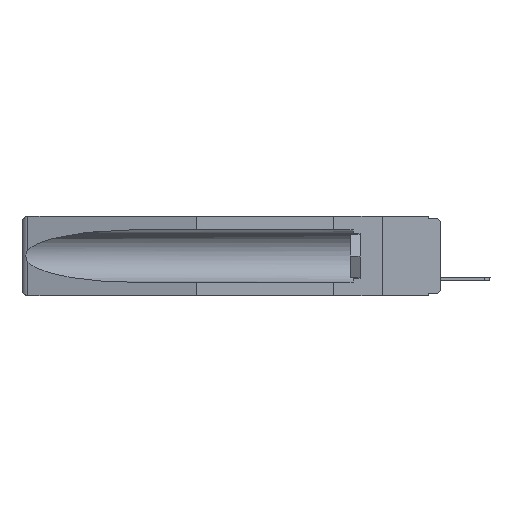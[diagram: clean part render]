
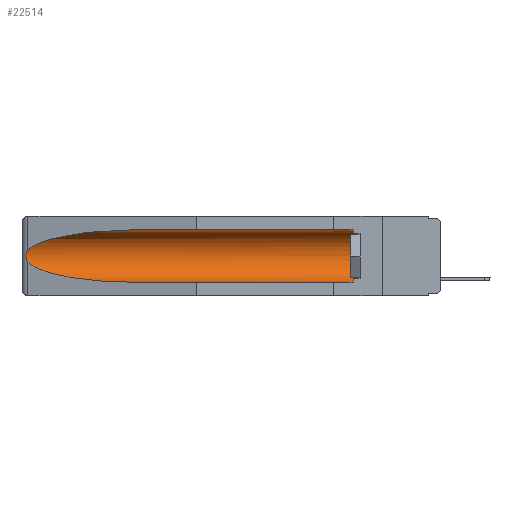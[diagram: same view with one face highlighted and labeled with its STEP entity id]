
A CAD part, left-side view. The second image highlights one B-rep face of the part: STEP entity #22514.
In plain terms, the highlighted cylindrical face has radius 2.857 mm (diameter 5.715 mm), a partial arc.
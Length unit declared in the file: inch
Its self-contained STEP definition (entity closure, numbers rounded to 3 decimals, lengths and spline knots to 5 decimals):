
#52 = CARTESIAN_POINT ( 'NONE',  ( 0.26537, 1.52718, -0.14972 ) ) ;
#93 = VECTOR ( 'NONE', #16883, 39.37008 ) ;
#1523 = AXIS2_PLACEMENT_3D ( 'NONE', #11442, #24843, #7733 ) ;
#1943 =( BOUNDED_CURVE ( )  B_SPLINE_CURVE ( 3, ( #5308, #5783, #1950, #14757 ),
 .UNSPECIFIED., .F., .F. ) 
 B_SPLINE_CURVE_WITH_KNOTS ( ( 4, 4 ),
 ( 0.1948, 1.5708 ),
 .UNSPECIFIED. ) 
 CURVE ( )  GEOMETRIC_REPRESENTATION_ITEM ( )  RATIONAL_B_SPLINE_CURVE ( ( 1., 0.848, 0.848, 1. ) ) 
 REPRESENTATION_ITEM ( '' )  );
#1950 = CARTESIAN_POINT ( 'NONE',  ( 0.21114, 1.30732, -0.284 ) ) ;
#3009 = EDGE_CURVE ( 'NONE', #15149, #19808, #11474, .T. ) ;
#3071 = CARTESIAN_POINT ( 'NONE',  ( 0.2673, 1.53269, -0.17917 ) ) ;
#3210 = VERTEX_POINT ( 'NONE', #17967 ) ;
#3442 = CARTESIAN_POINT ( 'NONE',  ( 0.155, 0.126, -0.284 ) ) ;
#4979 = CARTESIAN_POINT ( 'NONE',  ( 0.26537, 1.52718, -0.14972 ) ) ;
#5308 = CARTESIAN_POINT ( 'NONE',  ( 0.26537, 1.52718, -0.19328 ) ) ;
#5374 =( BOUNDED_CURVE ( )  B_SPLINE_CURVE ( 3, ( #17951, #17567, #11700, #52 ),
 .UNSPECIFIED., .F., .F. ) 
 B_SPLINE_CURVE_WITH_KNOTS ( ( 4, 4 ),
 ( 4.71239, 6.08839 ),
 .UNSPECIFIED. ) 
 CURVE ( )  GEOMETRIC_REPRESENTATION_ITEM ( )  RATIONAL_B_SPLINE_CURVE ( ( 1., 0.848, 0.848, 1. ) ) 
 REPRESENTATION_ITEM ( '' )  );
#5783 = CARTESIAN_POINT ( 'NONE',  ( 0.25451, 1.48313, -0.24835 ) ) ;
#5897 = EDGE_CURVE ( 'NONE', #19808, #8047, #1943, .T. ) ;
#6443 = ORIENTED_EDGE ( 'NONE', *, *, #14043, .F. ) ;
#6893 = CARTESIAN_POINT ( 'NONE',  ( 0.26597, 1.52961, -0.15275 ) ) ;
#7097 = CARTESIAN_POINT ( 'NONE',  ( 0.155, 0.126, -0.059 ) ) ;
#7158 = VERTEX_POINT ( 'NONE', #7097 ) ;
#7513 = ORIENTED_EDGE ( 'NONE', *, *, #17112, .T. ) ;
#7610 = FACE_OUTER_BOUND ( 'NONE', #25070, .T. ) ;
#7733 = DIRECTION ( 'NONE',  ( 0., 0., 1. ) ) ;
#8047 = VERTEX_POINT ( 'NONE', #24260 ) ;
#8687 = CARTESIAN_POINT ( 'NONE',  ( 0.26654, 1.53092, -0.15636 ) ) ;
#9403 = EDGE_CURVE ( 'NONE', #17717, #7158, #11987, .T. ) ;
#11442 = CARTESIAN_POINT ( 'NONE',  ( 0.155, -0.30754, -0.1715 ) ) ;
#11474 = B_SPLINE_CURVE_WITH_KNOTS ( 'NONE', 3,
 ( #4979, #6893, #8687, #12888, #14812, #18643, #3071, #18517, #16481, #24244 ),
 .UNSPECIFIED., .F., .F.,
 ( 4, 2, 2, 2, 4 ),
 ( 0., 0.00029, 0.00058, 0.00087, 0.00117 ),
 .UNSPECIFIED. ) ;
#11700 = CARTESIAN_POINT ( 'NONE',  ( 0.25451, 1.48313, -0.09465 ) ) ;
#11987 = CIRCLE ( 'NONE', #14458, 0.1125 ) ;
#12539 = DIRECTION ( 'NONE',  ( 0., -1., 0. ) ) ;
#12888 = CARTESIAN_POINT ( 'NONE',  ( 0.2673, 1.5327, -0.16383 ) ) ;
#13329 = CARTESIAN_POINT ( 'NONE',  ( 0.26537, 1.52718, -0.19328 ) ) ;
#13343 = ORIENTED_EDGE ( 'NONE', *, *, #5897, .T. ) ;
#14043 = EDGE_CURVE ( 'NONE', #17717, #8047, #21115, .T. ) ;
#14458 = AXIS2_PLACEMENT_3D ( 'NONE', #22228, #12539, #24514 ) ;
#14757 = CARTESIAN_POINT ( 'NONE',  ( 0.155, 1.07973, -0.284 ) ) ;
#14812 = CARTESIAN_POINT ( 'NONE',  ( 0.2675, 1.53308, -0.16763 ) ) ;
#15149 = VERTEX_POINT ( 'NONE', #23714 ) ;
#15514 = VECTOR ( 'NONE', #21501, 39.37008 ) ;
#16481 = CARTESIAN_POINT ( 'NONE',  ( 0.26597, 1.5296, -0.19026 ) ) ;
#16883 = DIRECTION ( 'NONE',  ( 0., 1., 0. ) ) ;
#17075 = CYLINDRICAL_SURFACE ( 'NONE', #1523, 0.1125 ) ;
#17112 = EDGE_CURVE ( 'NONE', #3210, #15149, #5374, .T. ) ;
#17567 = CARTESIAN_POINT ( 'NONE',  ( 0.21114, 1.30732, -0.059 ) ) ;
#17717 = VERTEX_POINT ( 'NONE', #3442 ) ;
#17951 = CARTESIAN_POINT ( 'NONE',  ( 0.155, 1.07973, -0.059 ) ) ;
#17967 = CARTESIAN_POINT ( 'NONE',  ( 0.155, 1.07973, -0.059 ) ) ;
#18517 = CARTESIAN_POINT ( 'NONE',  ( 0.26655, 1.53094, -0.18657 ) ) ;
#18643 = CARTESIAN_POINT ( 'NONE',  ( 0.2675, 1.53308, -0.17534 ) ) ;
#19808 = VERTEX_POINT ( 'NONE', #13329 ) ;
#21115 = LINE ( 'NONE', #23531, #15514 ) ;
#21501 = DIRECTION ( 'NONE',  ( 0., 1., 0. ) ) ;
#22228 = CARTESIAN_POINT ( 'NONE',  ( 0.155, 0.126, -0.1715 ) ) ;
#22346 = CARTESIAN_POINT ( 'NONE',  ( 0.155, -0.30754, -0.059 ) ) ;
#22468 = LINE ( 'NONE', #22346, #93 ) ;
#22514 = ADVANCED_FACE ( 'NONE', ( #7610 ), #17075, .F. ) ;
#22565 = ORIENTED_EDGE ( 'NONE', *, *, #24031, .T. ) ;
#23177 = ORIENTED_EDGE ( 'NONE', *, *, #3009, .T. ) ;
#23531 = CARTESIAN_POINT ( 'NONE',  ( 0.155, -0.30754, -0.284 ) ) ;
#23714 = CARTESIAN_POINT ( 'NONE',  ( 0.26537, 1.52718, -0.14972 ) ) ;
#23903 = ORIENTED_EDGE ( 'NONE', *, *, #9403, .T. ) ;
#24031 = EDGE_CURVE ( 'NONE', #7158, #3210, #22468, .T. ) ;
#24244 = CARTESIAN_POINT ( 'NONE',  ( 0.26537, 1.52718, -0.19328 ) ) ;
#24260 = CARTESIAN_POINT ( 'NONE',  ( 0.155, 1.07973, -0.284 ) ) ;
#24514 = DIRECTION ( 'NONE',  ( 0., 0., 1. ) ) ;
#24843 = DIRECTION ( 'NONE',  ( 0., 1., 0. ) ) ;
#25070 = EDGE_LOOP ( 'NONE', ( #7513, #23177, #13343, #6443, #23903, #22565 ) ) ;
